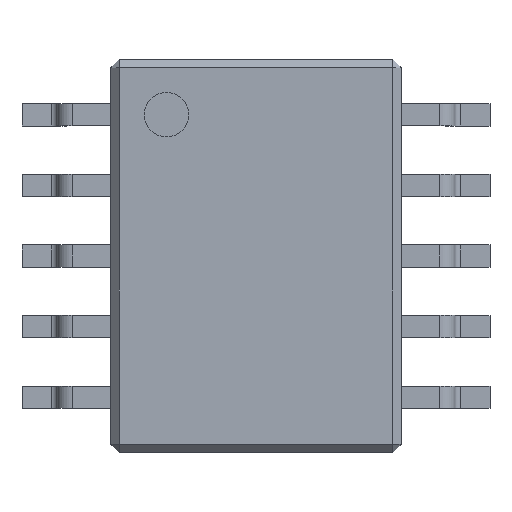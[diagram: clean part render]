
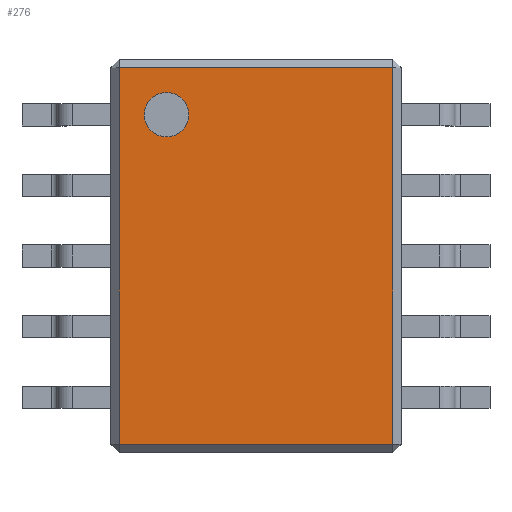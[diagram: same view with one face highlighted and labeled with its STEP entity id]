
A CAD part, top view. The second image highlights one B-rep face of the part: STEP entity #276.
In plain terms, the highlighted planar face has unit normal (0, 0, 1).
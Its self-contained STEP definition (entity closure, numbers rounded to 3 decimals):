
#13=DIRECTION('',(0.,0.,1.));
#14=DIRECTION('',(1.,0.,0.));
#73=VECTOR('',#74,1.);
#74=DIRECTION('',(0.,1.,0.));
#148=VERTEX_POINT('',#149);
#149=CARTESIAN_POINT('',(-2.46,-3.39,1.7));
#156=VERTEX_POINT('',#157);
#157=CARTESIAN_POINT('',(-2.46,3.39,1.7));
#162=ORIENTED_EDGE('',*,*,#163,.F.);
#163=EDGE_CURVE('',#148,#156,#164,.T.);
#164=LINE('',#165,#73);
#165=CARTESIAN_POINT('',(-2.46,-3.54,1.7));
#233=VECTOR('',#14,1.);
#276=ADVANCED_FACE('',(#277,#295),#304,.T.);
#277=FACE_BOUND('',#278,.T.);
#278=EDGE_LOOP('',(#162,#279,#285,#291));
#279=ORIENTED_EDGE('',*,*,#280,.T.);
#280=EDGE_CURVE('',#148,#281,#283,.T.);
#281=VERTEX_POINT('',#282);
#282=CARTESIAN_POINT('',(2.46,-3.39,1.7));
#283=LINE('',#284,#233);
#284=CARTESIAN_POINT('',(-2.61,-3.39,1.7));
#285=ORIENTED_EDGE('',*,*,#286,.T.);
#286=EDGE_CURVE('',#281,#287,#289,.T.);
#287=VERTEX_POINT('',#288);
#288=CARTESIAN_POINT('',(2.46,3.39,1.7));
#289=LINE('',#290,#73);
#290=CARTESIAN_POINT('',(2.46,-3.54,1.7));
#291=ORIENTED_EDGE('',*,*,#292,.F.);
#292=EDGE_CURVE('',#156,#287,#293,.T.);
#293=LINE('',#294,#233);
#294=CARTESIAN_POINT('',(-2.61,3.39,1.7));
#295=FACE_BOUND('',#296,.T.);
#296=EDGE_LOOP('',(#297));
#297=ORIENTED_EDGE('',*,*,#298,.F.);
#298=EDGE_CURVE('',#299,#299,#301,.T.);
#299=VERTEX_POINT('',#300);
#300=CARTESIAN_POINT('',(-1.21,2.54,1.7));
#301=CIRCLE('',#302,0.4);
#302=AXIS2_PLACEMENT_3D('',#303,#13,#14);
#303=CARTESIAN_POINT('',(-1.61,2.54,1.7));
#304=PLANE('',#305);
#305=AXIS2_PLACEMENT_3D('',#306,#13,#14);
#306=CARTESIAN_POINT('',(-2.61,-3.54,1.7));
